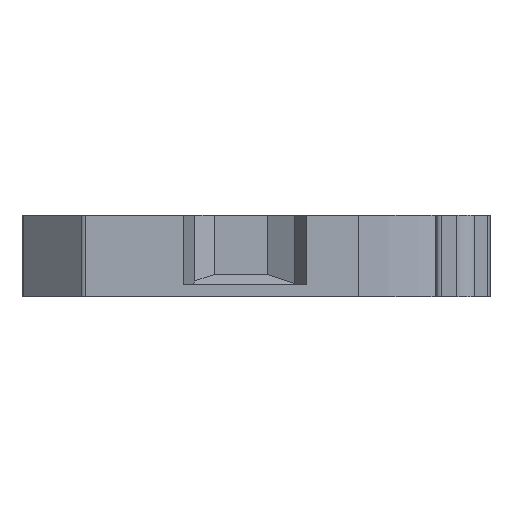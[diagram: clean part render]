
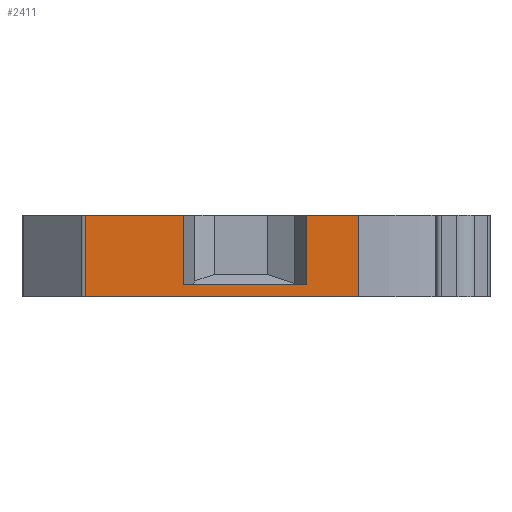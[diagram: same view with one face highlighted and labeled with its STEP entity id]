
A CAD part, left-side view. The second image highlights one B-rep face of the part: STEP entity #2411.
In plain terms, the highlighted planar face has unit normal (-1, 0, 0).
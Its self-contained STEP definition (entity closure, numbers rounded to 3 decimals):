
#179=DIRECTION('',(0.,-1.,0.));
#180=VECTOR('',#179,26.731);
#181=CARTESIAN_POINT('',(-20.1,16.693,-4.));
#182=LINE('',#181,#180);
#496=DIRECTION('',(0.,0.,1.));
#497=VECTOR('',#496,8.);
#498=CARTESIAN_POINT('',(-20.1,-10.039,-4.));
#499=LINE('',#498,#497);
#500=DIRECTION('',(0.,0.,1.));
#501=VECTOR('',#500,6.8);
#502=CARTESIAN_POINT('',(-20.1,-4.9,-2.8));
#503=LINE('',#502,#501);
#504=DIRECTION('',(0.,0.,1.));
#505=VECTOR('',#504,8.);
#506=CARTESIAN_POINT('',(-20.1,16.693,-4.));
#507=LINE('',#506,#505);
#508=DIRECTION('',(0.,0.,-1.));
#509=VECTOR('',#508,6.8);
#510=CARTESIAN_POINT('',(-20.1,7.1,4.));
#511=LINE('',#510,#509);
#512=DIRECTION('',(0.,1.,0.));
#513=VECTOR('',#512,12.);
#514=CARTESIAN_POINT('',(-20.1,-4.9,-2.8));
#515=LINE('',#514,#513);
#840=DIRECTION('',(0.,-1.,0.));
#841=VECTOR('',#840,5.139);
#842=CARTESIAN_POINT('',(-20.1,-4.9,4.));
#843=LINE('',#842,#841);
#864=DIRECTION('',(0.,-1.,0.));
#865=VECTOR('',#864,9.593);
#866=CARTESIAN_POINT('',(-20.1,16.693,4.));
#867=LINE('',#866,#865);
#1369=CARTESIAN_POINT('',(-20.1,16.693,-4.));
#1370=VERTEX_POINT('',#1369);
#1371=CARTESIAN_POINT('',(-20.1,-10.039,-4.));
#1372=VERTEX_POINT('',#1371);
#1523=CARTESIAN_POINT('',(-20.1,16.693,4.));
#1524=VERTEX_POINT('',#1523);
#1525=CARTESIAN_POINT('',(-20.1,-10.039,4.));
#1527=VERTEX_POINT('',#1525);
#1639=CARTESIAN_POINT('',(-20.1,-4.9,4.));
#1641=VERTEX_POINT('',#1639);
#1649=CARTESIAN_POINT('',(-20.1,7.1,4.));
#1650=VERTEX_POINT('',#1649);
#1651=CARTESIAN_POINT('',(-20.1,-4.9,-2.8));
#1652=VERTEX_POINT('',#1651);
#1653=CARTESIAN_POINT('',(-20.1,7.1,-2.8));
#1654=VERTEX_POINT('',#1653);
#2390=CARTESIAN_POINT('',(-20.1,16.693,-4.));
#2391=DIRECTION('',(-1.,0.,0.));
#2392=DIRECTION('',(0.,-1.,0.));
#2393=AXIS2_PLACEMENT_3D('',#2390,#2391,#2392);
#2394=PLANE('',#2393);
#2396=ORIENTED_EDGE('',*,*,#2395,.T.);
#2398=ORIENTED_EDGE('',*,*,#2397,.T.);
#2399=ORIENTED_EDGE('',*,*,#2382,.F.);
#2400=ORIENTED_EDGE('',*,*,#1778,.F.);
#2402=ORIENTED_EDGE('',*,*,#2401,.T.);
#2404=ORIENTED_EDGE('',*,*,#2403,.T.);
#2406=ORIENTED_EDGE('',*,*,#2405,.T.);
#2408=ORIENTED_EDGE('',*,*,#2407,.F.);
#2409=EDGE_LOOP('',(#2396,#2398,#2399,#2400,#2402,#2404,#2406,#2408));
#2410=FACE_OUTER_BOUND('',#2409,.F.);
#2411=ADVANCED_FACE('',(#2410),#2394,.T.);
#1778=EDGE_CURVE('',#1370,#1372,#182,.T.);
#2382=EDGE_CURVE('',#1372,#1527,#499,.T.);
#2395=EDGE_CURVE('',#1652,#1641,#503,.T.);
#2397=EDGE_CURVE('',#1641,#1527,#843,.T.);
#2401=EDGE_CURVE('',#1370,#1524,#507,.T.);
#2403=EDGE_CURVE('',#1524,#1650,#867,.T.);
#2405=EDGE_CURVE('',#1650,#1654,#511,.T.);
#2407=EDGE_CURVE('',#1652,#1654,#515,.T.);
